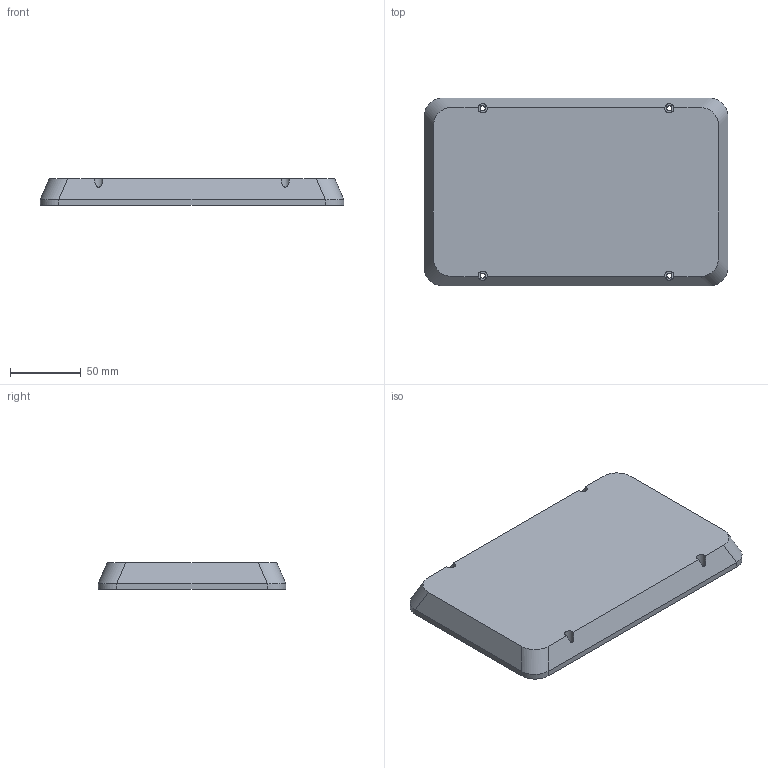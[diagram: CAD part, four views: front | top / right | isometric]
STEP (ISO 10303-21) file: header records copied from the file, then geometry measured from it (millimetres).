
FILE_DESCRIPTION(/* description */ ('STEP AP214'),/* implementation_level */ '2;1');
FILE_NAME(/* name */ '61494dbcb60914664c4c3301',/* time_stamp */ '2021-09-21T03:13:01+00:00',/* author */ (''),/* organization */ (''),/* preprocessor_version */ 'ST-DEVELOPER v18.1',/* originating_system */ ' ',/* authorisation */ ' ');
FILE_SCHEMA (('AUTOMOTIVE_DESIGN {1 0 10303 214 3 1 1}'));
Length unit declared in the file: metre
Products named in the file (1): back plate
Bounding box: 214 x 132.25 x 19 mm (x, y, z)
Volume: 97769.9 mm3; surface area: 76012.6 mm2
Topology: 1 solids, 1 shells, 105 faces, 280 edges, 176 vertices
Faces by surface type: plane 69, cylinder 28, bspline 8
Full cylindrical faces by diameter (mm): 3.4 x4, 6.5 x4
Entity records: 3500 total; most frequent: CARTESIAN_POINT 930, ORIENTED_EDGE 536, DIRECTION 508, EDGE_CURVE 268, AXIS2_PLACEMENT_3D 174, VERTEX_POINT 172, LINE 160, VECTOR 160
